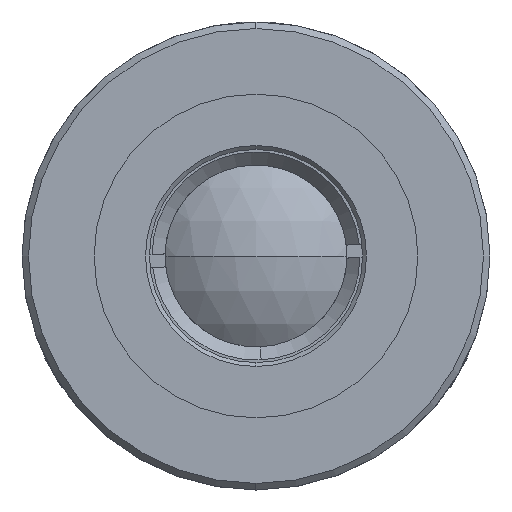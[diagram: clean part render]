
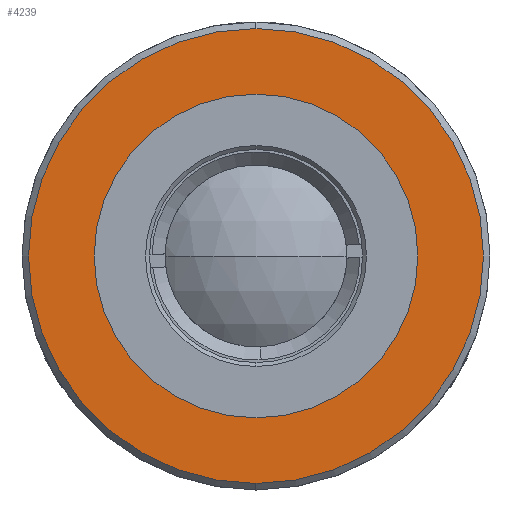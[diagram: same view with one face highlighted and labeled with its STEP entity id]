
A CAD part, left-side view. The second image highlights one B-rep face of the part: STEP entity #4239.
In plain terms, the highlighted planar face has unit normal (-1, 0, 0).
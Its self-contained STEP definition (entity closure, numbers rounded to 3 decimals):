
#16 = DIRECTION ( 'NONE',  ( -1., 0., 0. ) ) ;
#44 = EDGE_CURVE ( 'NONE', #1522, #1196, #4582, .T. ) ;
#200 = AXIS2_PLACEMENT_3D ( 'NONE', #3013, #1972, #3031 ) ;
#254 = CARTESIAN_POINT ( 'NONE',  ( -5.002, 0., -12.45 ) ) ;
#271 = ORIENTED_EDGE ( 'NONE', *, *, #44, .F. ) ;
#282 = CIRCLE ( 'NONE', #580, 17.5 ) ;
#342 = DIRECTION ( 'NONE',  ( 0., 0., -1. ) ) ;
#580 = AXIS2_PLACEMENT_3D ( 'NONE', #1648, #3842, #1271 ) ;
#627 = EDGE_CURVE ( 'NONE', #2068, #3247, #282, .T. ) ;
#941 = EDGE_CURVE ( 'NONE', #3247, #2068, #3663, .T. ) ;
#1056 = CARTESIAN_POINT ( 'NONE',  ( -5.002, 18., 0. ) ) ;
#1196 = VERTEX_POINT ( 'NONE', #254 ) ;
#1271 = DIRECTION ( 'NONE',  ( 0., 0., -1. ) ) ;
#1427 = FACE_BOUND ( 'NONE', #2580, .T. ) ;
#1522 = VERTEX_POINT ( 'NONE', #3030 ) ;
#1599 = ORIENTED_EDGE ( 'NONE', *, *, #627, .T. ) ;
#1648 = CARTESIAN_POINT ( 'NONE',  ( -5.002, 0., 0. ) ) ;
#1752 = DIRECTION ( 'NONE',  ( -1., 0., 0. ) ) ;
#1755 = FACE_OUTER_BOUND ( 'NONE', #2329, .T. ) ;
#1933 = CIRCLE ( 'NONE', #200, 12.45 ) ;
#1972 = DIRECTION ( 'NONE',  ( -1., 0., 0. ) ) ;
#2068 = VERTEX_POINT ( 'NONE', #2284 ) ;
#2165 = ORIENTED_EDGE ( 'NONE', *, *, #941, .T. ) ;
#2284 = CARTESIAN_POINT ( 'NONE',  ( -5.002, 0., -17.5 ) ) ;
#2329 = EDGE_LOOP ( 'NONE', ( #1599, #2165 ) ) ;
#2400 = CARTESIAN_POINT ( 'NONE',  ( -5.002, 0., 0. ) ) ;
#2580 = EDGE_LOOP ( 'NONE', ( #271, #3959 ) ) ;
#2615 = DIRECTION ( 'NONE',  ( 0., 0., -1. ) ) ;
#2826 = PLANE ( 'NONE',  #3061 ) ;
#3013 = CARTESIAN_POINT ( 'NONE',  ( -5.002, 0., 0. ) ) ;
#3030 = CARTESIAN_POINT ( 'NONE',  ( -5.002, 0., 12.45 ) ) ;
#3031 = DIRECTION ( 'NONE',  ( 0., 0., 1. ) ) ;
#3061 = AXIS2_PLACEMENT_3D ( 'NONE', #1056, #4271, #342 ) ;
#3247 = VERTEX_POINT ( 'NONE', #3732 ) ;
#3663 = CIRCLE ( 'NONE', #4430, 17.5 ) ;
#3732 = CARTESIAN_POINT ( 'NONE',  ( -5.002, 0., 17.5 ) ) ;
#3842 = DIRECTION ( 'NONE',  ( -1., 0., 0. ) ) ;
#3923 = DIRECTION ( 'NONE',  ( 0., 0., 1. ) ) ;
#3959 = ORIENTED_EDGE ( 'NONE', *, *, #4402, .F. ) ;
#4036 = AXIS2_PLACEMENT_3D ( 'NONE', #2400, #1752, #3923 ) ;
#4239 = ADVANCED_FACE ( 'NONE', ( #1755, #1427 ), #2826, .F. ) ;
#4271 = DIRECTION ( 'NONE',  ( 1., 0., 0. ) ) ;
#4385 = CARTESIAN_POINT ( 'NONE',  ( -5.002, 0., 0. ) ) ;
#4402 = EDGE_CURVE ( 'NONE', #1196, #1522, #1933, .T. ) ;
#4430 = AXIS2_PLACEMENT_3D ( 'NONE', #4385, #16, #2615 ) ;
#4582 = CIRCLE ( 'NONE', #4036, 12.45 ) ;
